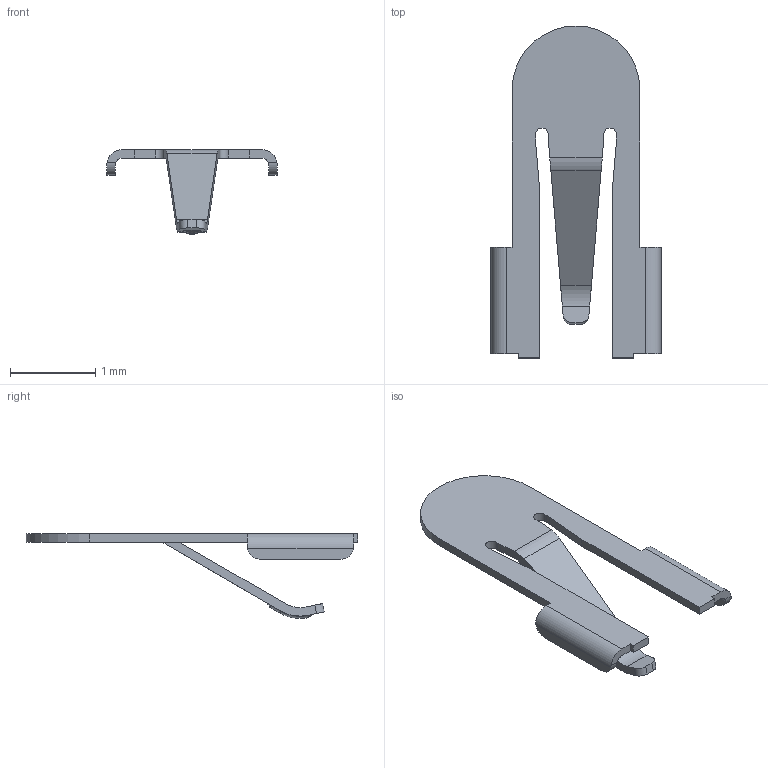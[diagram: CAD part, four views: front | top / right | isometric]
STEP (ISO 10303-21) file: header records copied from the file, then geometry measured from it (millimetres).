
FILE_DESCRIPTION((''),'2;1');
FILE_NAME('C-2199248-4','2015-06-26T',('workeradm'),('Tyco Electronics Ltd.'),'PRO/ENGINEER BY PARAMETRIC TECHNOLOGY CORPORATION, 2014090','PRO/ENGINEER BY PARAMETRIC TECHNOLOGY CORPORATION, 2014090','');
FILE_SCHEMA(('AUTOMOTIVE_DESIGN { 1 0 10303 214 1 1 1 1 }'));
Length unit declared in the file: millimetre
Products named in the file (1): C-2199248-4
Bounding box: 2 x 3.9 x 1 mm (x, y, z)
Volume: 0.5 mm3; surface area: 13 mm2
Topology: 1 solids, 1 shells, 68 faces, 196 edges, 130 vertices
Faces by surface type: plane 39, cylinder 23, bspline 5, torus 1
Entity records: 2657 total; most frequent: CARTESIAN_POINT 757, ORIENTED_EDGE 392, DIRECTION 316, EDGE_CURVE 196, VERTEX_POINT 130, VECTOR 126, LINE 126, COLOUR_RGB 126
